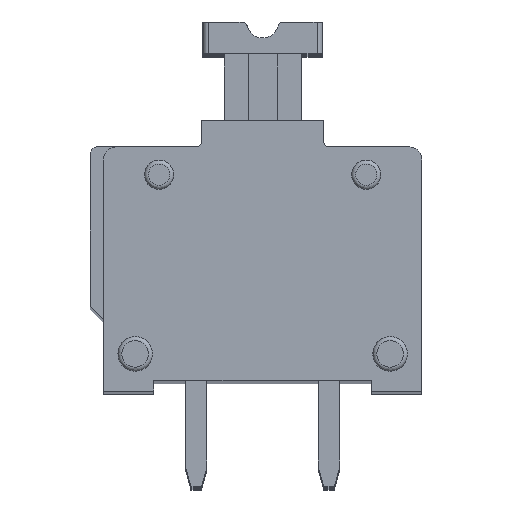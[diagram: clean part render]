
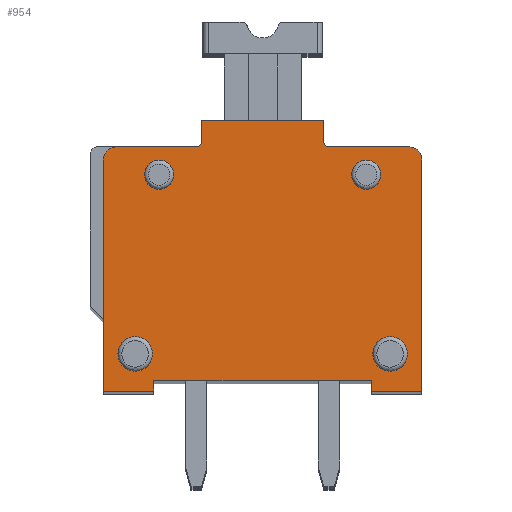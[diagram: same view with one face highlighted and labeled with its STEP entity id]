
A CAD part, top view. The second image highlights one B-rep face of the part: STEP entity #954.
In plain terms, the highlighted planar face has unit normal (0, 0, 1).
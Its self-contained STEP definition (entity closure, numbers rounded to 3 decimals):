
#954 = ADVANCED_FACE( '', ( #2379, #2380, #2381, #2382, #2383 ), #2384, .T. );
#2379 = FACE_OUTER_BOUND( '', #4355, .T. );
#2380 = FACE_BOUND( '', #4356, .T. );
#2381 = FACE_BOUND( '', #4357, .T. );
#2382 = FACE_BOUND( '', #4358, .T. );
#2383 = FACE_BOUND( '', #4359, .T. );
#2384 = PLANE( '', #4360 );
#4355 = EDGE_LOOP( '', ( #6995, #6996, #6997, #6998, #6999, #7000, #7001, #7002, #7003, #7004, #7005, #7006, #7007, #7008, #7009, #7010 ) );
#4356 = EDGE_LOOP( '', ( #7011 ) );
#4357 = EDGE_LOOP( '', ( #7012 ) );
#4358 = EDGE_LOOP( '', ( #7013 ) );
#4359 = EDGE_LOOP( '', ( #7014 ) );
#4360 = AXIS2_PLACEMENT_3D( '', #7015, #7016, #7017 );
#6995 = ORIENTED_EDGE( '', *, *, #12283, .T. );
#6996 = ORIENTED_EDGE( '', *, *, #12256, .T. );
#6997 = ORIENTED_EDGE( '', *, *, #12284, .F. );
#6998 = ORIENTED_EDGE( '', *, *, #12285, .F. );
#6999 = ORIENTED_EDGE( '', *, *, #12065, .F. );
#7000 = ORIENTED_EDGE( '', *, *, #12286, .T. );
#7001 = ORIENTED_EDGE( '', *, *, #12287, .F. );
#7002 = ORIENTED_EDGE( '', *, *, #11706, .F. );
#7003 = ORIENTED_EDGE( '', *, *, #12288, .T. );
#7004 = ORIENTED_EDGE( '', *, *, #12289, .T. );
#7005 = ORIENTED_EDGE( '', *, *, #12290, .T. );
#7006 = ORIENTED_EDGE( '', *, *, #12291, .T. );
#7007 = ORIENTED_EDGE( '', *, *, #12292, .T. );
#7008 = ORIENTED_EDGE( '', *, *, #12293, .F. );
#7009 = ORIENTED_EDGE( '', *, *, #12294, .T. );
#7010 = ORIENTED_EDGE( '', *, *, #12295, .F. );
#7011 = ORIENTED_EDGE( '', *, *, #11771, .F. );
#7012 = ORIENTED_EDGE( '', *, *, #11733, .F. );
#7013 = ORIENTED_EDGE( '', *, *, #12296, .F. );
#7014 = ORIENTED_EDGE( '', *, *, #12297, .F. );
#7015 = CARTESIAN_POINT( '', ( 5.954, 7.756, 3.5 ) );
#7016 = DIRECTION( '', ( 0., 0., 1. ) );
#7017 = DIRECTION( '', ( 1., 0., 0. ) );
#11706 = EDGE_CURVE( '', #13976, #13978, #13979, .T. );
#11733 = EDGE_CURVE( '', #14024, #14024, #14025, .T. );
#11771 = EDGE_CURVE( '', #14090, #14090, #14091, .T. );
#12065 = EDGE_CURVE( '', #14607, #14609, #14610, .T. );
#12256 = EDGE_CURVE( '', #14935, #14933, #14936, .T. );
#12283 = EDGE_CURVE( '', #14977, #14935, #14978, .T. );
#12284 = EDGE_CURVE( '', #14979, #14933, #14980, .T. );
#12285 = EDGE_CURVE( '', #14609, #14979, #14981, .T. );
#12286 = EDGE_CURVE( '', #14607, #14982, #14983, .T. );
#12287 = EDGE_CURVE( '', #13978, #14982, #14984, .T. );
#12288 = EDGE_CURVE( '', #13976, #14985, #14986, .T. );
#12289 = EDGE_CURVE( '', #14985, #14987, #14988, .T. );
#12290 = EDGE_CURVE( '', #14987, #14989, #14990, .T. );
#12291 = EDGE_CURVE( '', #14989, #14991, #14992, .T. );
#12292 = EDGE_CURVE( '', #14991, #14993, #14994, .T. );
#12293 = EDGE_CURVE( '', #14995, #14993, #14996, .T. );
#12294 = EDGE_CURVE( '', #14995, #14997, #14998, .T. );
#12295 = EDGE_CURVE( '', #14977, #14997, #14999, .T. );
#12296 = EDGE_CURVE( '', #15000, #15000, #15001, .T. );
#12297 = EDGE_CURVE( '', #15002, #15002, #15003, .T. );
#13976 = VERTEX_POINT( '', #17293 );
#13978 = VERTEX_POINT( '', #17296 );
#13979 = CIRCLE( '', #17297, 0.5 );
#14024 = VERTEX_POINT( '', #17359 );
#14025 = CIRCLE( '', #17360, 0.55 );
#14090 = VERTEX_POINT( '', #17447 );
#14091 = CIRCLE( '', #17448, 0.65 );
#14607 = VERTEX_POINT( '', #18251 );
#14609 = VERTEX_POINT( '', #18254 );
#14610 = LINE( '', #18255, #18256 );
#14933 = VERTEX_POINT( '', #18779 );
#14935 = VERTEX_POINT( '', #18782 );
#14936 = LINE( '', #18783, #18784 );
#14977 = VERTEX_POINT( '', #18841 );
#14978 = LINE( '', #18842, #18843 );
#14979 = VERTEX_POINT( '', #18844 );
#14980 = LINE( '', #18845, #18846 );
#14981 = LINE( '', #18847, #18848 );
#14982 = VERTEX_POINT( '', #18849 );
#14983 = LINE( '', #18850, #18851 );
#14984 = LINE( '', #18852, #18853 );
#14985 = VERTEX_POINT( '', #18854 );
#14986 = LINE( '', #18855, #18856 );
#14987 = VERTEX_POINT( '', #18857 );
#14988 = CIRCLE( '', #18858, 0.2 );
#14989 = VERTEX_POINT( '', #18859 );
#14990 = LINE( '', #18860, #18861 );
#14991 = VERTEX_POINT( '', #18862 );
#14992 = LINE( '', #18863, #18864 );
#14993 = VERTEX_POINT( '', #18865 );
#14994 = LINE( '', #18866, #18867 );
#14995 = VERTEX_POINT( '', #18868 );
#14996 = CIRCLE( '', #18869, 0.2 );
#14997 = VERTEX_POINT( '', #18870 );
#14998 = LINE( '', #18871, #18872 );
#14999 = CIRCLE( '', #18873, 0.5 );
#15000 = VERTEX_POINT( '', #18874 );
#15001 = CIRCLE( '', #18875, 0.65 );
#15002 = VERTEX_POINT( '', #18876 );
#15003 = CIRCLE( '', #18877, 0.55 );
#17293 = CARTESIAN_POINT( '', ( 11.5, 9.2, 3.5 ) );
#17296 = CARTESIAN_POINT( '', ( 12., 8.7, 3.5 ) );
#17297 = AXIS2_PLACEMENT_3D( '', #22202, #22203, #22204 );
#17359 = CARTESIAN_POINT( '', ( 2.65, 8.15, 3.5 ) );
#17360 = AXIS2_PLACEMENT_3D( '', #22228, #22229, #22230 );
#17447 = CARTESIAN_POINT( '', ( 1.85, 1.4, 3.5 ) );
#17448 = AXIS2_PLACEMENT_3D( '', #22274, #22275, #22276 );
#18251 = CARTESIAN_POINT( '', ( 10.1, 0., 3.5 ) );
#18254 = CARTESIAN_POINT( '', ( 10.1, 0.4, 3.5 ) );
#18255 = CARTESIAN_POINT( '', ( 10.1, 7.285, 3.5 ) );
#18256 = VECTOR( '', #22568, 1000. );
#18779 = CARTESIAN_POINT( '', ( 1.9, 0., 3.5 ) );
#18782 = CARTESIAN_POINT( '', ( 0., 0., 3.5 ) );
#18783 = CARTESIAN_POINT( '', ( 7.771, 0., 3.5 ) );
#18784 = VECTOR( '', #22797, 1000. );
#18841 = CARTESIAN_POINT( '', ( 0., 8.7, 3.5 ) );
#18842 = CARTESIAN_POINT( '', ( 0., 7.285, 3.5 ) );
#18843 = VECTOR( '', #22826, 1000. );
#18844 = CARTESIAN_POINT( '', ( 1.9, 0.4, 3.5 ) );
#18845 = CARTESIAN_POINT( '', ( 1.9, 7.285, 3.5 ) );
#18846 = VECTOR( '', #22827, 1000. );
#18847 = CARTESIAN_POINT( '', ( 7.771, 0.4, 3.5 ) );
#18848 = VECTOR( '', #22828, 1000. );
#18849 = CARTESIAN_POINT( '', ( 12., 0., 3.5 ) );
#18850 = CARTESIAN_POINT( '', ( 7.771, 0., 3.5 ) );
#18851 = VECTOR( '', #22829, 1000. );
#18852 = CARTESIAN_POINT( '', ( 12., 7.285, 3.5 ) );
#18853 = VECTOR( '', #22830, 1000. );
#18854 = CARTESIAN_POINT( '', ( 8.5, 9.2, 3.5 ) );
#18855 = CARTESIAN_POINT( '', ( 7.771, 9.2, 3.5 ) );
#18856 = VECTOR( '', #22831, 1000. );
#18857 = CARTESIAN_POINT( '', ( 8.3, 9.4, 3.5 ) );
#18858 = AXIS2_PLACEMENT_3D( '', #22832, #22833, #22834 );
#18859 = CARTESIAN_POINT( '', ( 8.3, 10.2, 3.5 ) );
#18860 = CARTESIAN_POINT( '', ( 8.3, 7.285, 3.5 ) );
#18861 = VECTOR( '', #22835, 1000. );
#18862 = CARTESIAN_POINT( '', ( 3.7, 10.2, 3.5 ) );
#18863 = CARTESIAN_POINT( '', ( 7.771, 10.2, 3.5 ) );
#18864 = VECTOR( '', #22836, 1000. );
#18865 = CARTESIAN_POINT( '', ( 3.7, 9.4, 3.5 ) );
#18866 = CARTESIAN_POINT( '', ( 3.7, 7.285, 3.5 ) );
#18867 = VECTOR( '', #22837, 1000. );
#18868 = CARTESIAN_POINT( '', ( 3.5, 9.2, 3.5 ) );
#18869 = AXIS2_PLACEMENT_3D( '', #22838, #22839, #22840 );
#18870 = CARTESIAN_POINT( '', ( 0.5, 9.2, 3.5 ) );
#18871 = CARTESIAN_POINT( '', ( 7.771, 9.2, 3.5 ) );
#18872 = VECTOR( '', #22841, 1000. );
#18873 = AXIS2_PLACEMENT_3D( '', #22842, #22843, #22844 );
#18874 = CARTESIAN_POINT( '', ( 11.45, 1.4, 3.5 ) );
#18875 = AXIS2_PLACEMENT_3D( '', #22845, #22846, #22847 );
#18876 = CARTESIAN_POINT( '', ( 10.45, 8.15, 3.5 ) );
#18877 = AXIS2_PLACEMENT_3D( '', #22848, #22849, #22850 );
#22202 = CARTESIAN_POINT( '', ( 11.5, 8.7, 3.5 ) );
#22203 = DIRECTION( '', ( 0., 0., -1. ) );
#22204 = DIRECTION( '', ( -1., 0., 0. ) );
#22228 = CARTESIAN_POINT( '', ( 2.1, 8.15, 3.5 ) );
#22229 = DIRECTION( '', ( 0., 0., 1. ) );
#22230 = DIRECTION( '', ( 1., 0., 0. ) );
#22274 = CARTESIAN_POINT( '', ( 1.2, 1.4, 3.5 ) );
#22275 = DIRECTION( '', ( 0., 0., 1. ) );
#22276 = DIRECTION( '', ( 1., 0., 0. ) );
#22568 = DIRECTION( '', ( 0., 1., 0. ) );
#22797 = DIRECTION( '', ( 1., 0., 0. ) );
#22826 = DIRECTION( '', ( 0., -1., 0. ) );
#22827 = DIRECTION( '', ( 0., -1., 0. ) );
#22828 = DIRECTION( '', ( -1., 0., 0. ) );
#22829 = DIRECTION( '', ( 1., 0., 0. ) );
#22830 = DIRECTION( '', ( 0., -1., 0. ) );
#22831 = DIRECTION( '', ( -1., 0., 0. ) );
#22832 = CARTESIAN_POINT( '', ( 8.5, 9.4, 3.5 ) );
#22833 = DIRECTION( '', ( 0., 0., -1. ) );
#22834 = DIRECTION( '', ( -1., 0., 0. ) );
#22835 = DIRECTION( '', ( 0., 1., 0. ) );
#22836 = DIRECTION( '', ( -1., 0., 0. ) );
#22837 = DIRECTION( '', ( 0., -1., 0. ) );
#22838 = CARTESIAN_POINT( '', ( 3.5, 9.4, 3.5 ) );
#22839 = DIRECTION( '', ( 0., 0., 1. ) );
#22840 = DIRECTION( '', ( 1., 0., 0. ) );
#22841 = DIRECTION( '', ( -1., 0., 0. ) );
#22842 = CARTESIAN_POINT( '', ( 0.5, 8.7, 3.5 ) );
#22843 = DIRECTION( '', ( 0., 0., -1. ) );
#22844 = DIRECTION( '', ( -1., 0., 0. ) );
#22845 = CARTESIAN_POINT( '', ( 10.8, 1.4, 3.5 ) );
#22846 = DIRECTION( '', ( 0., 0., 1. ) );
#22847 = DIRECTION( '', ( 1., 0., 0. ) );
#22848 = CARTESIAN_POINT( '', ( 9.9, 8.15, 3.5 ) );
#22849 = DIRECTION( '', ( 0., 0., 1. ) );
#22850 = DIRECTION( '', ( 1., 0., 0. ) );
